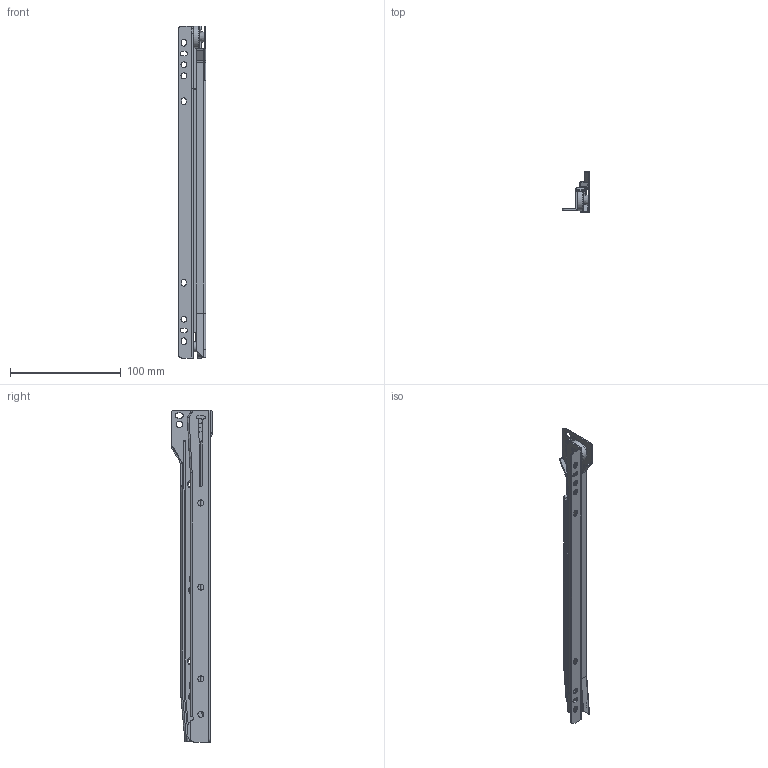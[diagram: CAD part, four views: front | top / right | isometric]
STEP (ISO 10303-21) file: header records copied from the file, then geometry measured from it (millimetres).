
FILE_DESCRIPTION (( 'STEP AP214' ), '1' );
FILE_NAME ('F000546,F000554,F000562_CLOSED_RIGHT_3D.step', '2024-03-06T07:19:01', ( '' ), ( '' ), 'SwSTEP 2.0', 'SolidWorks 2020', '' );
FILE_SCHEMA (( 'AUTOMOTIVE_DESIGN' ));
Length unit declared in the file: millimetre
Products named in the file (3): Koleèkový výsuv-pravý-vnitøní èást-300mm; Koleèkový výsuv-pravý-venkovní èást-300mm; F000546,F000554,F000562_CLOSED_RIGHT_3D
Assembly tree (2 placements, depth 2):
  F000546,F000554,F000562_CLOSED_RIGHT_3D
    Koleèkový výsuv-pravý-vnitøní èást-300mm
    Koleèkový výsuv-pravý-venkovní èást-300mm
Bounding box: 24.75 x 37.89 x 300 mm (x, y, z)
Volume: 27764.7 mm3; surface area: 48090 mm2
Topology: 2 solids, 2 shells, 287 faces, 757 edges, 473 vertices
Faces by surface type: cylinder 101, plane 98, bspline 60, torus 16, cone 12
Full cylindrical faces by diameter (mm): 5 x2, 5.2 x3, 5.263 x1, 5.5 x4, 6 x6, 6.842 x3, 9 x1, 12 x2, 20 x2
Entity records: 10382 total; most frequent: CARTESIAN_POINT 3465, ORIENTED_EDGE 1404, DIRECTION 1374, EDGE_CURVE 702, AXIS2_PLACEMENT_3D 498, VERTEX_POINT 464, EDGE_LOOP 384, VECTOR 378
